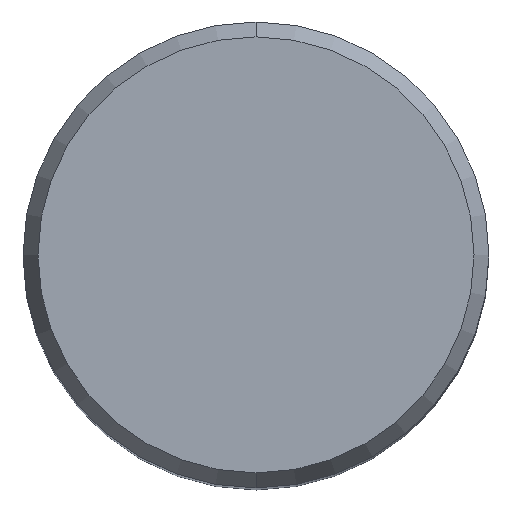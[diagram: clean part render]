
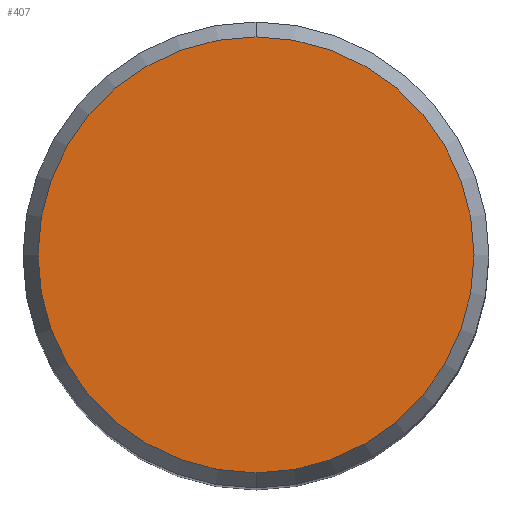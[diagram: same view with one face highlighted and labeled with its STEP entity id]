
A CAD part, top view. The second image highlights one B-rep face of the part: STEP entity #407.
In plain terms, the highlighted planar face has unit normal (0, 0, 1).
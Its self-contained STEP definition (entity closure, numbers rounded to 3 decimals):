
#239=VERTEX_POINT('',#540);
#273=EDGE_CURVE('',#239,#343,#578,.T.);
#343=VERTEX_POINT('',#654);
#345=EDGE_CURVE('',#343,#239,#656,.T.);
#407=ADVANCED_FACE('',(#721),#722,.T.);
#540=CARTESIAN_POINT('',(0.0,8.423,0.0));
#578=CIRCLE('',#1020,8.423);
#654=CARTESIAN_POINT('',(0.,-8.423,0.0));
#656=CIRCLE('',#1210,8.423);
#721=FACE_OUTER_BOUND('',#1356,.T.);
#722=PLANE('',#1357);
#1020=AXIS2_PLACEMENT_3D('',#1594,#1595,#1596);
#1210=AXIS2_PLACEMENT_3D('',#1666,#1667,#1668);
#1356=EDGE_LOOP('',(#1731,#1732));
#1357=AXIS2_PLACEMENT_3D('',#1733,#1734,#1735);
#1594=CARTESIAN_POINT('',(0.0,0.0,0.0));
#1595=DIRECTION('',(0.0,0.0,-1.0));
#1596=DIRECTION('',(0.0,1.0,0.0));
#1666=CARTESIAN_POINT('',(0.0,0.0,0.0));
#1667=DIRECTION('',(0.0,0.0,-1.0));
#1668=DIRECTION('',(0.0,1.0,0.0));
#1731=ORIENTED_EDGE('',*,*,#273,.F.);
#1732=ORIENTED_EDGE('',*,*,#345,.F.);
#1733=CARTESIAN_POINT('',(0.0,4.211,0.0));
#1734=DIRECTION('',(-0.0,0.0,1.0));
#1735=DIRECTION('',(0.0,-1.0,0.0));
